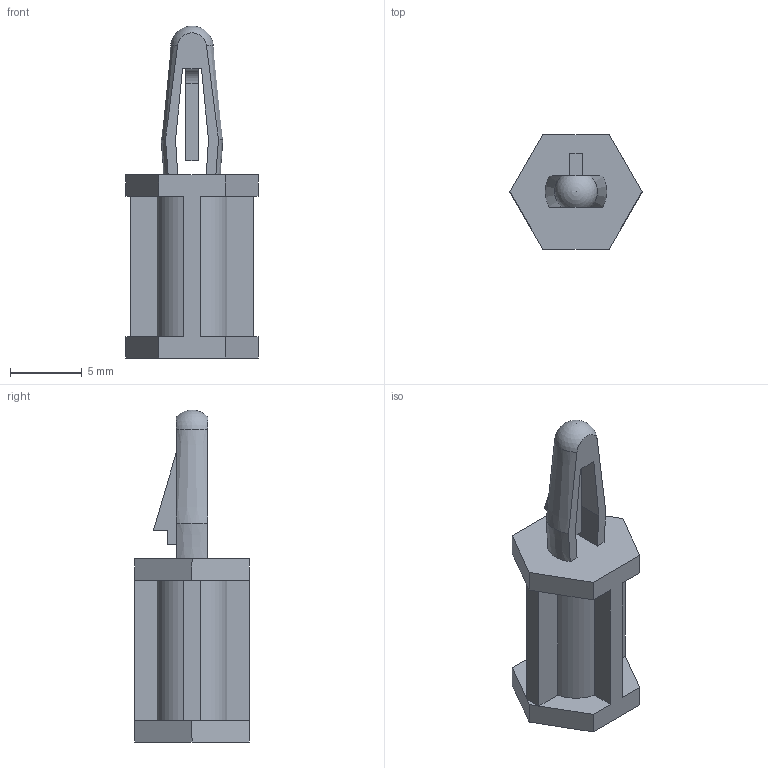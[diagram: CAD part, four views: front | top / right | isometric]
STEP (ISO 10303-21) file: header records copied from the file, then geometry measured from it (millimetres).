
FILE_DESCRIPTION( ( 'Unknown' ), '1' );
FILE_NAME( '709953000.stp', 'Unknown', ( 'Unknown' ), ( 'Unknown' ), 'PSStep 19.0.9', 'Unknown', ' ' );
FILE_SCHEMA( ( 'AUTOMOTIVE_DESIGN { 1 0 10303 214 1 1 1 1 }' ) );
Length unit declared in the file: millimetre
Products named in the file (1): 1
Bounding box: 9.24 x 8 x 23.2 mm (x, y, z)
Volume: 418 mm3; surface area: 789.9 mm2
Topology: 1 solids, 1 shells, 61 faces, 162 edges, 102 vertices
Faces by surface type: plane 49, cylinder 6, cone 5, sphere 1
Full cylindrical faces by diameter (mm): 2.9 x1
Entity records: 2353 total; most frequent: CARTESIAN_POINT 367, ORIENTED_EDGE 310, DIRECTION 293, EDGE_CURVE 155, LINE 125, VECTOR 125, VERTEX_POINT 100, AXIS2_PLACEMENT_3D 84
